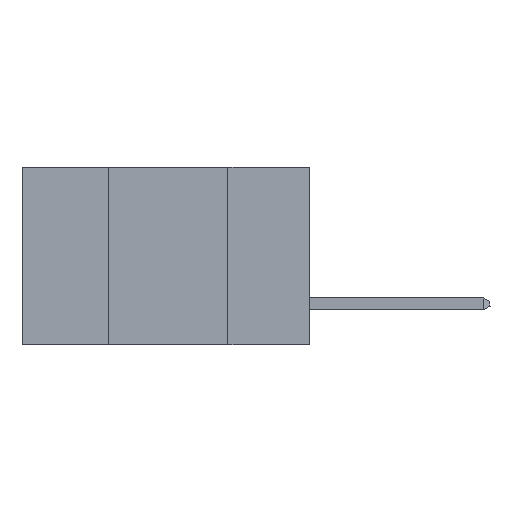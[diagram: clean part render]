
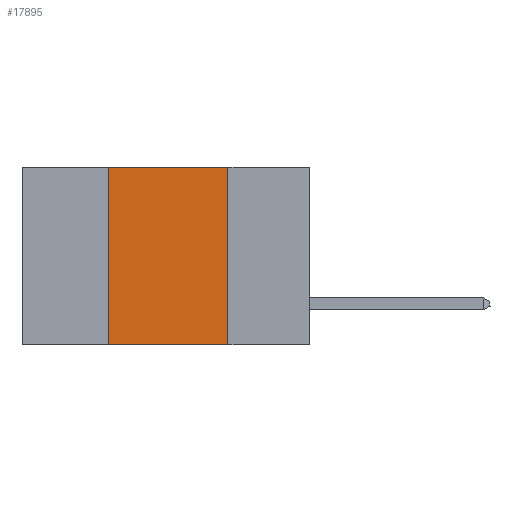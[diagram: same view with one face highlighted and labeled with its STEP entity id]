
A CAD part, left-side view. The second image highlights one B-rep face of the part: STEP entity #17895.
In plain terms, the highlighted planar face has unit normal (-1, 0, 0).
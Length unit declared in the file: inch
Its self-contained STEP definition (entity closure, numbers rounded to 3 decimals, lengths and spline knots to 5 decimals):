
#209 = CARTESIAN_POINT ( 'NONE',  ( 0., 0.6, 0. ) ) ;
#320 = ORIENTED_EDGE ( 'NONE', *, *, #3786, .F. ) ;
#603 = VERTEX_POINT ( 'NONE', #5764 ) ;
#634 = DIRECTION ( 'NONE',  ( 0., 0., -1. ) ) ;
#1329 = DIRECTION ( 'NONE',  ( 0., -1., 0. ) ) ;
#1814 = EDGE_CURVE ( 'NONE', #4414, #603, #10712, .T. ) ;
#2616 = CARTESIAN_POINT ( 'NONE',  ( 0., 0.6, -0.37 ) ) ;
#3786 = EDGE_CURVE ( 'NONE', #5070, #603, #8848, .T. ) ;
#4087 = ORIENTED_EDGE ( 'NONE', *, *, #17522, .F. ) ;
#4414 = VERTEX_POINT ( 'NONE', #5282 ) ;
#4425 = DIRECTION ( 'NONE',  ( 0., -1., 0. ) ) ;
#5070 = VERTEX_POINT ( 'NONE', #5307 ) ;
#5282 = CARTESIAN_POINT ( 'NONE',  ( 0., 0.42, -0.37 ) ) ;
#5307 = CARTESIAN_POINT ( 'NONE',  ( 0., 0.17, 0. ) ) ;
#5351 = VECTOR ( 'NONE', #6143, 39.37008 ) ;
#5764 = CARTESIAN_POINT ( 'NONE',  ( 0., 0.17, -0.37 ) ) ;
#6049 = EDGE_LOOP ( 'NONE', ( #320, #15574, #4087, #15541 ) ) ;
#6143 = DIRECTION ( 'NONE',  ( 0., 0., -1. ) ) ;
#6904 = LINE ( 'NONE', #209, #15614 ) ;
#8848 = LINE ( 'NONE', #10382, #5351 ) ;
#10057 = CARTESIAN_POINT ( 'NONE',  ( 0., 0.42, 0. ) ) ;
#10265 = VECTOR ( 'NONE', #1329, 39.37008 ) ;
#10299 = PLANE ( 'NONE',  #16851 ) ;
#10382 = CARTESIAN_POINT ( 'NONE',  ( 0., 0.17, 0. ) ) ;
#10712 = LINE ( 'NONE', #2616, #10265 ) ;
#11532 = DIRECTION ( 'NONE',  ( 0., 0., 1. ) ) ;
#12568 = VECTOR ( 'NONE', #11532, 39.37008 ) ;
#13226 = CARTESIAN_POINT ( 'NONE',  ( 0., 0.6, 0. ) ) ;
#14637 = DIRECTION ( 'NONE',  ( 1., 0., 0. ) ) ;
#15122 = CARTESIAN_POINT ( 'NONE',  ( 0., 0.42, 0. ) ) ;
#15347 = VERTEX_POINT ( 'NONE', #15122 ) ;
#15386 = FACE_OUTER_BOUND ( 'NONE', #6049, .T. ) ;
#15541 = ORIENTED_EDGE ( 'NONE', *, *, #1814, .T. ) ;
#15574 = ORIENTED_EDGE ( 'NONE', *, *, #17223, .F. ) ;
#15614 = VECTOR ( 'NONE', #4425, 39.37008 ) ;
#16717 = LINE ( 'NONE', #10057, #12568 ) ;
#16851 = AXIS2_PLACEMENT_3D ( 'NONE', #13226, #14637, #634 ) ;
#17223 = EDGE_CURVE ( 'NONE', #15347, #5070, #6904, .T. ) ;
#17522 = EDGE_CURVE ( 'NONE', #4414, #15347, #16717, .T. ) ;
#17895 = ADVANCED_FACE ( 'NONE', ( #15386 ), #10299, .F. ) ;
